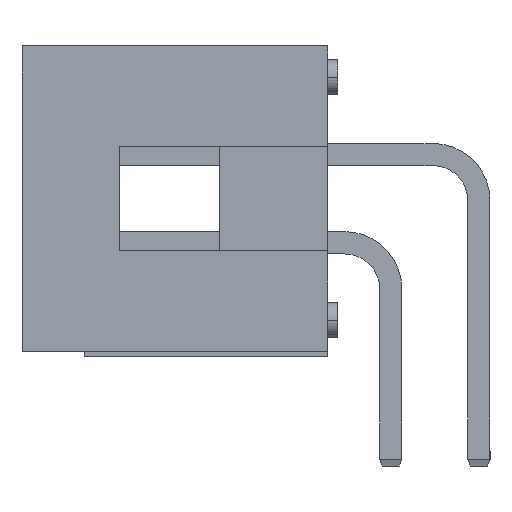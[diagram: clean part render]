
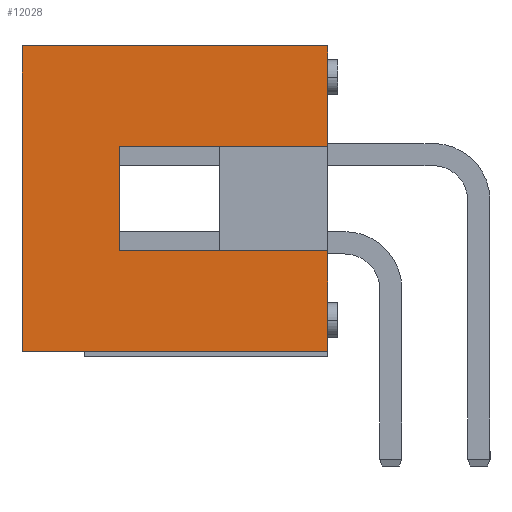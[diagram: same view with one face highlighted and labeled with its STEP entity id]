
A CAD part, left-side view. The second image highlights one B-rep face of the part: STEP entity #12028.
In plain terms, the highlighted planar face has unit normal (-1, 0, 0).
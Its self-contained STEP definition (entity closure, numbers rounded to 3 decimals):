
#416 = CARTESIAN_POINT ( 'NONE',  ( -22.86, 3.94, -1.5 ) ) ;
#1823 = CARTESIAN_POINT ( 'NONE',  ( -22.86, 3.94, -1.5 ) ) ;
#2397 = CARTESIAN_POINT ( 'NONE',  ( -22.86, 6.74, -4.4 ) ) ;
#3405 = CARTESIAN_POINT ( 'NONE',  ( -22.86, -2.06, -4.4 ) ) ;
#3472 = VECTOR ( 'NONE', #29120, 1000. ) ;
#4462 = LINE ( 'NONE', #22817, #3472 ) ;
#4897 = CARTESIAN_POINT ( 'NONE',  ( -22.86, -2.06, -4.4 ) ) ;
#5502 = VECTOR ( 'NONE', #7252, 1000. ) ;
#6022 = LINE ( 'NONE', #38586, #5502 ) ;
#7252 = DIRECTION ( 'NONE',  ( 0., -1., 0. ) ) ;
#7550 = DIRECTION ( 'NONE',  ( 0., 0., 1. ) ) ;
#8945 = CARTESIAN_POINT ( 'NONE',  ( -22.86, 6.74, 4.4 ) ) ;
#9281 = EDGE_LOOP ( 'NONE', ( #36641, #28323, #33211, #12464, #23152, #25914, #27373, #15250 ) ) ;
#9582 = CARTESIAN_POINT ( 'NONE',  ( -22.86, -2.06, 4.4 ) ) ;
#10413 = LINE ( 'NONE', #31712, #41035 ) ;
#10482 = EDGE_CURVE ( 'NONE', #16549, #14145, #40403, .T. ) ;
#10762 = VERTEX_POINT ( 'NONE', #19607 ) ;
#12028 = ADVANCED_FACE ( 'NONE', ( #39228 ), #32969, .F. ) ;
#12464 = ORIENTED_EDGE ( 'NONE', *, *, #38950, .T. ) ;
#14145 = VERTEX_POINT ( 'NONE', #9582 ) ;
#15250 = ORIENTED_EDGE ( 'NONE', *, *, #22851, .T. ) ;
#16549 = VERTEX_POINT ( 'NONE', #8945 ) ;
#18405 = LINE ( 'NONE', #26645, #40094 ) ;
#18723 = EDGE_CURVE ( 'NONE', #40585, #10762, #39529, .T. ) ;
#19451 = DIRECTION ( 'NONE',  ( 0., 0., -1. ) ) ;
#19607 = CARTESIAN_POINT ( 'NONE',  ( -22.86, -2.06, -1.5 ) ) ;
#20505 = VERTEX_POINT ( 'NONE', #38775 ) ;
#22252 = DIRECTION ( 'NONE',  ( 0., -1., 0. ) ) ;
#22817 = CARTESIAN_POINT ( 'NONE',  ( -22.86, 3.94, -1.5 ) ) ;
#22851 = EDGE_CURVE ( 'NONE', #24046, #33060, #6022, .T. ) ;
#22914 = CARTESIAN_POINT ( 'NONE',  ( -22.86, -2.06, -4.4 ) ) ;
#23152 = ORIENTED_EDGE ( 'NONE', *, *, #23969, .T. ) ;
#23224 = EDGE_CURVE ( 'NONE', #20505, #40585, #4462, .T. ) ;
#23665 = VECTOR ( 'NONE', #22252, 1000. ) ;
#23969 = EDGE_CURVE ( 'NONE', #29325, #14145, #33966, .T. ) ;
#24046 = VERTEX_POINT ( 'NONE', #2397 ) ;
#24541 = AXIS2_PLACEMENT_3D ( 'NONE', #25807, #30055, #19451 ) ;
#25521 = DIRECTION ( 'NONE',  ( 0., -1., 0. ) ) ;
#25807 = CARTESIAN_POINT ( 'NONE',  ( -22.86, 6.74, -4.4 ) ) ;
#25914 = ORIENTED_EDGE ( 'NONE', *, *, #10482, .F. ) ;
#26612 = CARTESIAN_POINT ( 'NONE',  ( -22.86, -2.06, 1.5 ) ) ;
#26645 = CARTESIAN_POINT ( 'NONE',  ( -22.86, 6.74, -4.4 ) ) ;
#27049 = DIRECTION ( 'NONE',  ( 0., 0., 1. ) ) ;
#27373 = ORIENTED_EDGE ( 'NONE', *, *, #38691, .F. ) ;
#27555 = VECTOR ( 'NONE', #27049, 1000. ) ;
#28323 = ORIENTED_EDGE ( 'NONE', *, *, #18723, .F. ) ;
#28399 = CARTESIAN_POINT ( 'NONE',  ( -22.86, 6.74, 4.4 ) ) ;
#29120 = DIRECTION ( 'NONE',  ( 0., 0., -1. ) ) ;
#29325 = VERTEX_POINT ( 'NONE', #26612 ) ;
#30055 = DIRECTION ( 'NONE',  ( 1., 0., 0. ) ) ;
#31712 = CARTESIAN_POINT ( 'NONE',  ( -22.86, 6.74, 1.5 ) ) ;
#32404 = DIRECTION ( 'NONE',  ( 0., 0., 1. ) ) ;
#32672 = VECTOR ( 'NONE', #39928, 1000. ) ;
#32969 = PLANE ( 'NONE',  #24541 ) ;
#33060 = VERTEX_POINT ( 'NONE', #3405 ) ;
#33211 = ORIENTED_EDGE ( 'NONE', *, *, #23224, .F. ) ;
#33966 = LINE ( 'NONE', #4897, #27555 ) ;
#35705 = LINE ( 'NONE', #22914, #40631 ) ;
#36641 = ORIENTED_EDGE ( 'NONE', *, *, #38528, .T. ) ;
#38528 = EDGE_CURVE ( 'NONE', #33060, #10762, #35705, .T. ) ;
#38586 = CARTESIAN_POINT ( 'NONE',  ( -22.86, 6.74, -4.4 ) ) ;
#38691 = EDGE_CURVE ( 'NONE', #24046, #16549, #18405, .T. ) ;
#38775 = CARTESIAN_POINT ( 'NONE',  ( -22.86, 3.94, 1.5 ) ) ;
#38950 = EDGE_CURVE ( 'NONE', #20505, #29325, #10413, .T. ) ;
#39228 = FACE_OUTER_BOUND ( 'NONE', #9281, .T. ) ;
#39529 = LINE ( 'NONE', #1823, #32672 ) ;
#39928 = DIRECTION ( 'NONE',  ( 0., -1., 0. ) ) ;
#40094 = VECTOR ( 'NONE', #7550, 1000. ) ;
#40403 = LINE ( 'NONE', #28399, #23665 ) ;
#40585 = VERTEX_POINT ( 'NONE', #416 ) ;
#40631 = VECTOR ( 'NONE', #32404, 1000. ) ;
#41035 = VECTOR ( 'NONE', #25521, 1000. ) ;
